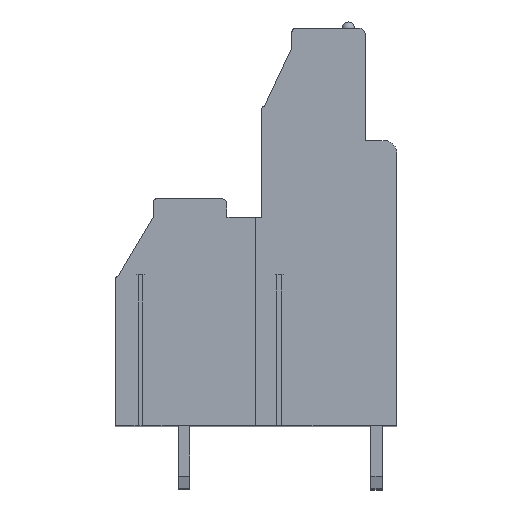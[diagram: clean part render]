
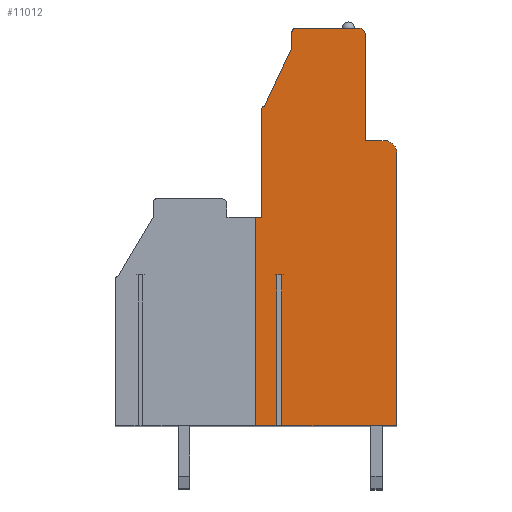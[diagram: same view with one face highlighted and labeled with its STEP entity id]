
A CAD part, top view. The second image highlights one B-rep face of the part: STEP entity #11012.
In plain terms, the highlighted planar face has unit normal (0, 0, 1).
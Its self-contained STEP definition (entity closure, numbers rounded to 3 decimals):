
#13=DIRECTION('',(0.,-1.,0.));
#14=VECTOR('',#13,8.6);
#15=CARTESIAN_POINT('',(-5.15,8.6,53.34));
#16=LINE('',#15,#14);
#17=CARTESIAN_POINT('',(-4.95,8.6,53.34));
#18=DIRECTION('',(0.,0.,1.));
#19=DIRECTION('',(0.,1.,0.));
#20=AXIS2_PLACEMENT_3D('',#17,#18,#19);
#22=DIRECTION('',(-0.424,-0.906,0.));
#23=VECTOR('',#22,5.189);
#24=CARTESIAN_POINT('',(-2.75,13.5,53.34));
#25=LINE('',#24,#23);
#26=DIRECTION('',(0.,-1.,0.));
#27=VECTOR('',#26,1.2);
#28=CARTESIAN_POINT('',(-2.75,14.7,53.34));
#29=LINE('',#28,#27);
#30=CARTESIAN_POINT('',(-2.45,14.7,53.34));
#31=DIRECTION('',(0.,0.,1.));
#32=DIRECTION('',(0.,1.,0.));
#33=AXIS2_PLACEMENT_3D('',#30,#31,#32);
#35=DIRECTION('',(-1.,0.,0.));
#36=VECTOR('',#35,5.);
#37=CARTESIAN_POINT('',(2.55,15.,53.34));
#38=LINE('',#37,#36);
#39=CARTESIAN_POINT('',(2.55,14.5,53.34));
#40=DIRECTION('',(0.,0.,1.));
#41=DIRECTION('',(1.,0.,0.));
#42=AXIS2_PLACEMENT_3D('',#39,#40,#41);
#44=DIRECTION('',(0.,1.,0.));
#45=VECTOR('',#44,8.4);
#46=CARTESIAN_POINT('',(3.05,6.1,53.34));
#47=LINE('',#46,#45);
#48=DIRECTION('',(-1.,0.,0.));
#49=VECTOR('',#48,1.5);
#50=CARTESIAN_POINT('',(4.55,6.1,53.34));
#51=LINE('',#50,#49);
#52=CARTESIAN_POINT('',(4.55,5.1,53.34));
#53=DIRECTION('',(0.,0.,1.));
#54=DIRECTION('',(1.,0.,0.));
#55=AXIS2_PLACEMENT_3D('',#52,#53,#54);
#57=DIRECTION('',(0.,1.,0.));
#58=VECTOR('',#57,21.6);
#59=CARTESIAN_POINT('',(5.55,-16.5,53.34));
#60=LINE('',#59,#58);
#61=DIRECTION('',(0.,1.,0.));
#62=VECTOR('',#61,11.95);
#63=CARTESIAN_POINT('',(-3.56,-16.5,53.34));
#64=LINE('',#63,#62);
#65=DIRECTION('',(-1.,0.,0.));
#66=VECTOR('',#65,0.38);
#67=CARTESIAN_POINT('',(-3.56,-4.55,53.34));
#68=LINE('',#67,#66);
#69=DIRECTION('',(0.,1.,0.));
#70=VECTOR('',#69,11.95);
#71=CARTESIAN_POINT('',(-3.94,-16.5,53.34));
#72=LINE('',#71,#70);
#77=DIRECTION('',(0.,-1.,0.));
#78=VECTOR('',#77,16.5);
#79=CARTESIAN_POINT('',(-5.65,0.,53.34));
#80=LINE('',#79,#78);
#174=DIRECTION('',(1.,0.,0.));
#175=VECTOR('',#174,1.71);
#176=CARTESIAN_POINT('',(-5.65,-16.5,53.34));
#177=LINE('',#176,#175);
#200=DIRECTION('',(1.,0.,0.));
#201=VECTOR('',#200,9.11);
#202=CARTESIAN_POINT('',(-3.56,-16.5,53.34));
#203=LINE('',#202,#201);
#1000=DIRECTION('',(-1.,0.,0.));
#1001=VECTOR('',#1000,0.5);
#1002=CARTESIAN_POINT('',(-5.15,0.,53.34));
#1003=LINE('',#1002,#1001);
#8463=CARTESIAN_POINT('',(5.55,-16.5,53.34));
#8464=CARTESIAN_POINT('',(5.55,5.1,53.34));
#8465=VERTEX_POINT('',#8463);
#8466=VERTEX_POINT('',#8464);
#8467=CARTESIAN_POINT('',(4.55,6.1,53.34));
#8468=VERTEX_POINT('',#8467);
#8469=CARTESIAN_POINT('',(3.05,6.1,53.34));
#8470=VERTEX_POINT('',#8469);
#8471=CARTESIAN_POINT('',(3.05,14.5,53.34));
#8472=VERTEX_POINT('',#8471);
#8473=CARTESIAN_POINT('',(2.55,15.,53.34));
#8474=VERTEX_POINT('',#8473);
#8475=CARTESIAN_POINT('',(-2.45,15.,53.34));
#8476=VERTEX_POINT('',#8475);
#8477=CARTESIAN_POINT('',(-2.75,14.7,53.34));
#8478=VERTEX_POINT('',#8477);
#8479=CARTESIAN_POINT('',(-2.75,13.5,53.34));
#8480=VERTEX_POINT('',#8479);
#8481=CARTESIAN_POINT('',(-4.95,8.8,53.34));
#8482=VERTEX_POINT('',#8481);
#8483=CARTESIAN_POINT('',(-5.15,8.6,53.34));
#8484=VERTEX_POINT('',#8483);
#8485=CARTESIAN_POINT('',(-5.15,0.,53.34));
#8486=VERTEX_POINT('',#8485);
#8531=CARTESIAN_POINT('',(-3.56,-4.55,53.34));
#8532=CARTESIAN_POINT('',(-3.94,-4.55,53.34));
#8533=VERTEX_POINT('',#8531);
#8534=VERTEX_POINT('',#8532);
#8535=CARTESIAN_POINT('',(-3.94,-16.5,53.34));
#8536=VERTEX_POINT('',#8535);
#8537=CARTESIAN_POINT('',(-3.56,-16.5,53.34));
#8538=VERTEX_POINT('',#8537);
#8705=CARTESIAN_POINT('',(-5.65,-16.5,53.34));
#8707=VERTEX_POINT('',#8705);
#8709=CARTESIAN_POINT('',(-5.65,0.,53.34));
#8710=VERTEX_POINT('',#8709);
#10969=CARTESIAN_POINT('',(0.,0.,53.34));
#10970=DIRECTION('',(0.,0.,1.));
#10971=DIRECTION('',(1.,0.,0.));
#10972=AXIS2_PLACEMENT_3D('',#10969,#10970,#10971);
#10973=PLANE('',#10972);
#10975=ORIENTED_EDGE('',*,*,#10974,.F.);
#10977=ORIENTED_EDGE('',*,*,#10976,.F.);
#10979=ORIENTED_EDGE('',*,*,#10978,.F.);
#10981=ORIENTED_EDGE('',*,*,#10980,.F.);
#10983=ORIENTED_EDGE('',*,*,#10982,.F.);
#10985=ORIENTED_EDGE('',*,*,#10984,.F.);
#10987=ORIENTED_EDGE('',*,*,#10986,.F.);
#10989=ORIENTED_EDGE('',*,*,#10988,.F.);
#10991=ORIENTED_EDGE('',*,*,#10990,.F.);
#10993=ORIENTED_EDGE('',*,*,#10992,.F.);
#10995=ORIENTED_EDGE('',*,*,#10994,.F.);
#10997=ORIENTED_EDGE('',*,*,#10996,.F.);
#10999=ORIENTED_EDGE('',*,*,#10998,.F.);
#11001=ORIENTED_EDGE('',*,*,#11000,.F.);
#11003=ORIENTED_EDGE('',*,*,#11002,.T.);
#11005=ORIENTED_EDGE('',*,*,#11004,.T.);
#11007=ORIENTED_EDGE('',*,*,#11006,.F.);
#11009=ORIENTED_EDGE('',*,*,#11008,.F.);
#11010=EDGE_LOOP('',(#10975,#10977,#10979,#10981,#10983,#10985,#10987,#10989,
#10991,#10993,#10995,#10997,#10999,#11001,#11003,#11005,#11007,#11009));
#11011=FACE_OUTER_BOUND('',#11010,.F.);
#21=CIRCLE('',#20,0.2);
#34=CIRCLE('',#33,0.3);
#43=CIRCLE('',#42,0.5);
#56=CIRCLE('',#55,1.);
#10974=EDGE_CURVE('',#8710,#8707,#80,.T.);
#10976=EDGE_CURVE('',#8486,#8710,#1003,.T.);
#10978=EDGE_CURVE('',#8484,#8486,#16,.T.);
#10980=EDGE_CURVE('',#8482,#8484,#21,.T.);
#10982=EDGE_CURVE('',#8480,#8482,#25,.T.);
#10984=EDGE_CURVE('',#8478,#8480,#29,.T.);
#10986=EDGE_CURVE('',#8476,#8478,#34,.T.);
#10988=EDGE_CURVE('',#8474,#8476,#38,.T.);
#10990=EDGE_CURVE('',#8472,#8474,#43,.T.);
#10992=EDGE_CURVE('',#8470,#8472,#47,.T.);
#10994=EDGE_CURVE('',#8468,#8470,#51,.T.);
#10996=EDGE_CURVE('',#8466,#8468,#56,.T.);
#10998=EDGE_CURVE('',#8465,#8466,#60,.T.);
#11000=EDGE_CURVE('',#8538,#8465,#203,.T.);
#11002=EDGE_CURVE('',#8538,#8533,#64,.T.);
#11004=EDGE_CURVE('',#8533,#8534,#68,.T.);
#11006=EDGE_CURVE('',#8536,#8534,#72,.T.);
#11008=EDGE_CURVE('',#8707,#8536,#177,.T.);
#11012=ADVANCED_FACE('',(#11011),#10973,.T.);
